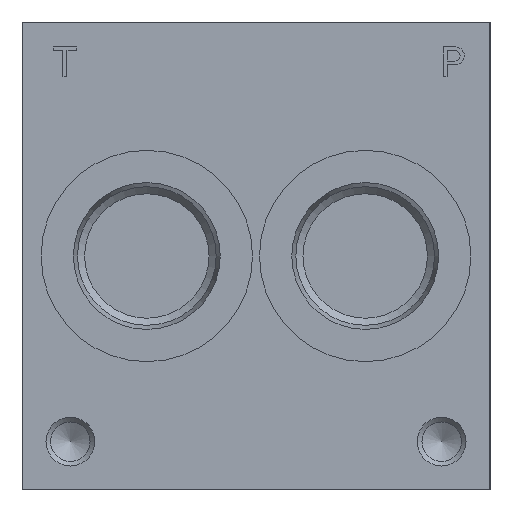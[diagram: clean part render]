
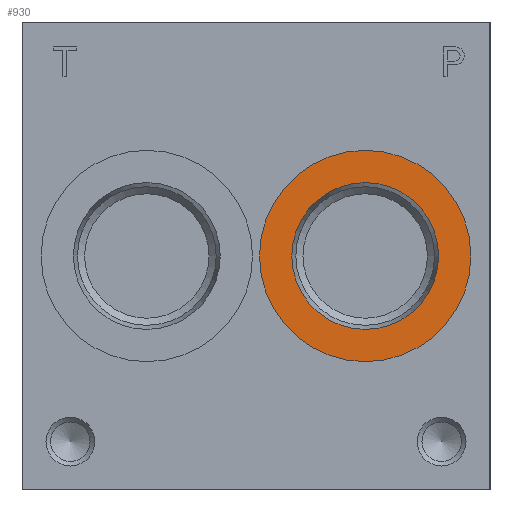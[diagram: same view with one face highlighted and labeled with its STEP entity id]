
A CAD part, left-side view. The second image highlights one B-rep face of the part: STEP entity #930.
In plain terms, the highlighted planar face has unit normal (-1, 0, 0).
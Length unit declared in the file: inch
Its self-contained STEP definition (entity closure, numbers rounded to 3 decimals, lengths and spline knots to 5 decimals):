
#930 = ADVANCED_FACE( '', ( #2718, #2719 ), #2720, .T. );
#2718 = FACE_BOUND( '', #5850, .T. );
#2719 = FACE_OUTER_BOUND( '', #5851, .T. );
#2720 = PLANE( '', #5852 );
#5850 = EDGE_LOOP( '', ( #9036 ) );
#5851 = EDGE_LOOP( '', ( #9037 ) );
#5852 = AXIS2_PLACEMENT_3D( '', #9038, #9039, #9040 );
#9036 = ORIENTED_EDGE( '', *, *, #15870, .T. );
#9037 = ORIENTED_EDGE( '', *, *, #15871, .F. );
#9038 = CARTESIAN_POINT( '', ( 0.031, 1.4775, 1.5 ) );
#9039 = DIRECTION( '', ( -1., 0., 0. ) );
#9040 = DIRECTION( '', ( 0., 0., 1. ) );
#15870 = EDGE_CURVE( '', #18510, #18510, #18511, .T. );
#15871 = EDGE_CURVE( '', #18512, #18512, #18513, .T. );
#18510 = VERTEX_POINT( '', #22329 );
#18511 = CIRCLE( '', #22330, 0.4705 );
#18512 = VERTEX_POINT( '', #22331 );
#18513 = CIRCLE( '', #22332, 0.6775 );
#22329 = CARTESIAN_POINT( '', ( 0.031, 0.8, 1.0295 ) );
#22330 = AXIS2_PLACEMENT_3D( '', #27303, #27304, #27305 );
#22331 = CARTESIAN_POINT( '', ( 0.031, 0.8, 0.8225 ) );
#22332 = AXIS2_PLACEMENT_3D( '', #27306, #27307, #27308 );
#27303 = CARTESIAN_POINT( '', ( 0.031, 0.8, 1.5 ) );
#27304 = DIRECTION( '', ( 1., 0., 0. ) );
#27305 = DIRECTION( '', ( 0., 0., -1. ) );
#27306 = CARTESIAN_POINT( '', ( 0.031, 0.8, 1.5 ) );
#27307 = DIRECTION( '', ( 1., 0., 0. ) );
#27308 = DIRECTION( '', ( 0., 0., -1. ) );
